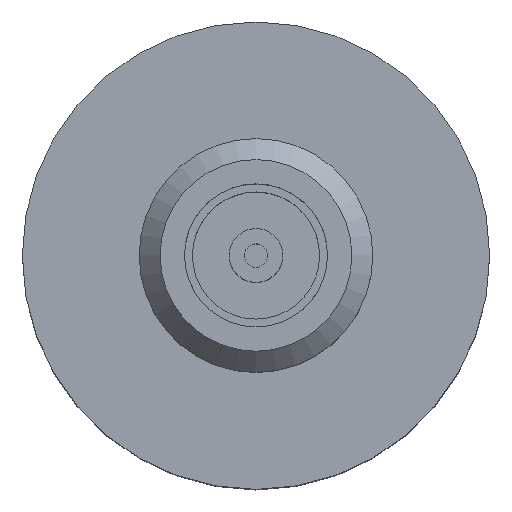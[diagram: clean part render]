
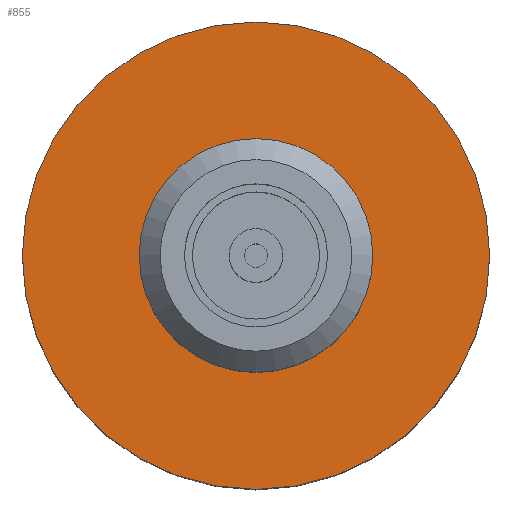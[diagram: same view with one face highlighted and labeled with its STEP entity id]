
A CAD part, top view. The second image highlights one B-rep face of the part: STEP entity #855.
In plain terms, the highlighted planar face has unit normal (0, 0, 1).
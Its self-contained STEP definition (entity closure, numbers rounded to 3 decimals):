
#103=FACE_BOUND('',#197,.T.);
#137=FACE_OUTER_BOUND('',#196,.T.);
#196=EDGE_LOOP('',(#645,#646));
#197=EDGE_LOOP('',(#647,#648));
#279=CIRCLE('',#982,12.7);
#280=CIRCLE('',#983,12.7);
#281=CIRCLE('',#984,6.35);
#282=CIRCLE('',#985,6.35);
#369=VERTEX_POINT('',#1497);
#370=VERTEX_POINT('',#1498);
#371=VERTEX_POINT('',#1501);
#372=VERTEX_POINT('',#1502);
#472=EDGE_CURVE('',#369,#370,#279,.T.);
#473=EDGE_CURVE('',#370,#369,#280,.T.);
#474=EDGE_CURVE('',#371,#372,#281,.T.);
#475=EDGE_CURVE('',#372,#371,#282,.T.);
#645=ORIENTED_EDGE('',*,*,#472,.T.);
#646=ORIENTED_EDGE('',*,*,#473,.T.);
#647=ORIENTED_EDGE('',*,*,#474,.F.);
#648=ORIENTED_EDGE('',*,*,#475,.F.);
#770=PLANE('',#981);
#855=ADVANCED_FACE('',(#137,#103),#770,.T.);
#981=AXIS2_PLACEMENT_3D('',#1496,#1217,#1218);
#982=AXIS2_PLACEMENT_3D('',#1499,#1219,#1220);
#983=AXIS2_PLACEMENT_3D('',#1500,#1221,#1222);
#984=AXIS2_PLACEMENT_3D('',#1503,#1223,#1224);
#985=AXIS2_PLACEMENT_3D('',#1504,#1225,#1226);
#1217=DIRECTION('center_axis',(0.,0.,1.));
#1218=DIRECTION('ref_axis',(1.,0.,0.));
#1219=DIRECTION('center_axis',(0.,0.,1.));
#1220=DIRECTION('ref_axis',(1.,0.,0.));
#1221=DIRECTION('center_axis',(0.,0.,1.));
#1222=DIRECTION('ref_axis',(1.,0.,0.));
#1223=DIRECTION('center_axis',(0.,0.,1.));
#1224=DIRECTION('ref_axis',(1.,0.,0.));
#1225=DIRECTION('center_axis',(0.,0.,1.));
#1226=DIRECTION('ref_axis',(1.,0.,0.));
#1496=CARTESIAN_POINT('Origin',(0.,0.,
18.263));
#1497=CARTESIAN_POINT('',(-12.7,0.,18.263));
#1498=CARTESIAN_POINT('',(12.7,0.,18.263));
#1499=CARTESIAN_POINT('Origin',(0.,0.,18.263));
#1500=CARTESIAN_POINT('Origin',(0.,0.,18.263));
#1501=CARTESIAN_POINT('',(6.35,0.,18.263));
#1502=CARTESIAN_POINT('',(-6.35,0.,18.263));
#1503=CARTESIAN_POINT('Origin',(0.,0.,
18.263));
#1504=CARTESIAN_POINT('Origin',(0.,0.,
18.263));
